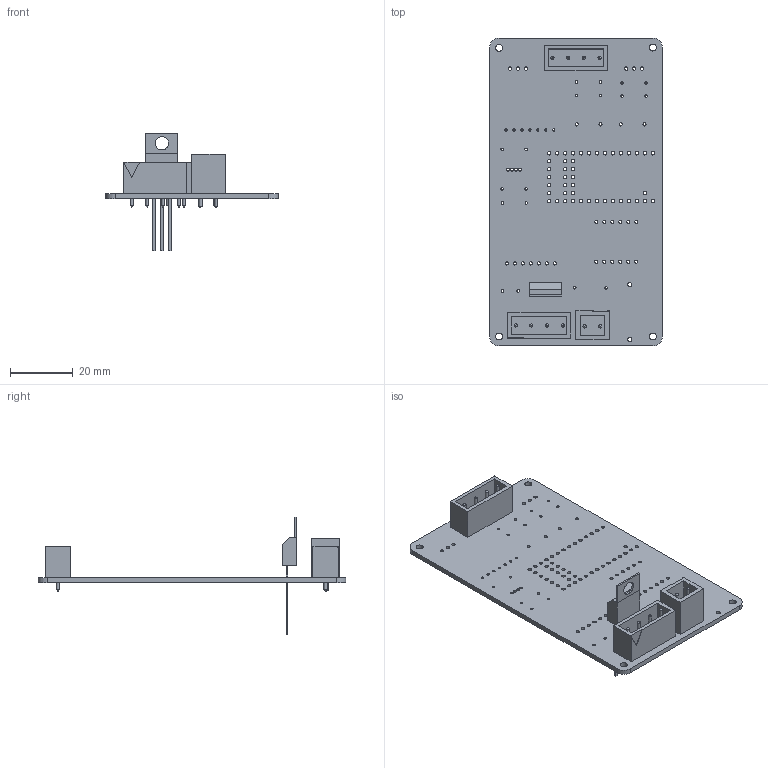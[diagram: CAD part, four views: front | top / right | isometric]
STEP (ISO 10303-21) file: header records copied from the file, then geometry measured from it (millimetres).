
FILE_DESCRIPTION(('KiCad electronic assembly'),'2;1');
FILE_NAME('bellerophon.step','2022-04-24T20:15:44',('Pcbnew'),('Kicad'), 'Open CASCADE STEP processor 7.5','KiCad to STEP converter','Unknown' );
FILE_SCHEMA(('AUTOMOTIVE_DESIGN { 1 0 10303 214 1 1 1 1 }'));
Length unit declared in the file: millimetre
Products named in the file (8): bellerophon 1; L7805ACV; COMPOUND; 20.500M_4; CTB1202_2BK; bellerophon PCB
Assembly tree (8 placements, depth 3):
  bellerophon 1
    L7805ACV
      COMPOUND
    20.500M_4  x2
      COMPOUND
    CTB1202_2BK
      COMPOUND
    bellerophon PCB
Bounding box: 55 x 98 x 37.41 mm (x, y, z)
Volume: 11707.7 mm3; surface area: 16073.3 mm2
Topology: 19 solids, 19 shells, 267 faces, 656 edges, 430 vertices
Faces by surface type: bspline 136, cylinder 125, plane 6
Full cylindrical faces by diameter (mm): 0.762 x7, 0.8 x18, 0.9 x4, 1 x23, 1.1 x50, 1.2 x8, 1.25 x2, 1.3 x2, 1.32 x3, 2.2 x4
Entity records: 15482 total; most frequent: CARTESIAN_POINT 3974, DIRECTION 1691, ORIENTED_EDGE 1192, PCURVE 1192, DEFINITIONAL_REPRESENTATION 1192, LINE 661, VECTOR 661, EDGE_CURVE 596
